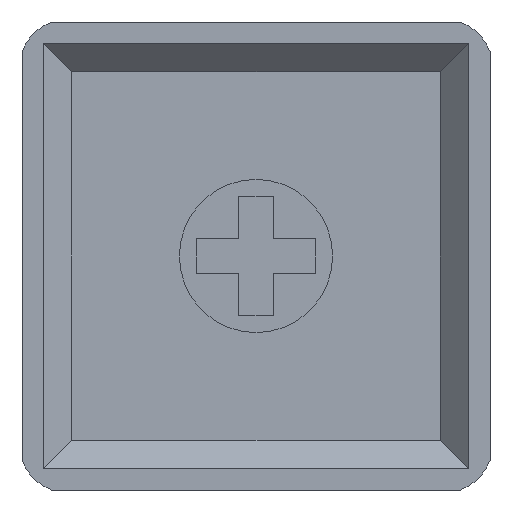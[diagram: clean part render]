
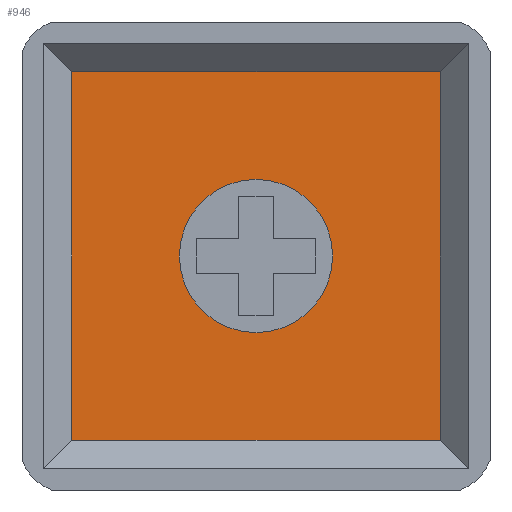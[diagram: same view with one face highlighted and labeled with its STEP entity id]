
A CAD part, front view. The second image highlights one B-rep face of the part: STEP entity #946.
In plain terms, the highlighted planar face has unit normal (0, -1, 0).
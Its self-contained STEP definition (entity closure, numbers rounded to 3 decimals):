
#17=FACE_BOUND('',#341,.T.);
#28=PLANE('',#1003);
#72=CIRCLE('',#1004,2.7);
#108=LINE('',#1941,#185);
#109=LINE('',#1944,#186);
#111=LINE('',#1948,#188);
#112=LINE('',#1949,#189);
#185=VECTOR('',#1129,10.);
#186=VECTOR('',#1132,10.);
#188=VECTOR('',#1136,10.);
#189=VECTOR('',#1137,10.);
#283=FACE_OUTER_BOUND('',#340,.T.);
#340=EDGE_LOOP('',(#811,#812,#813,#814));
#341=EDGE_LOOP('',(#815));
#462=VERTEX_POINT('',#1937);
#463=VERTEX_POINT('',#1939);
#464=VERTEX_POINT('',#1943);
#465=VERTEX_POINT('',#1947);
#466=VERTEX_POINT('',#1950);
#586=EDGE_CURVE('',#463,#462,#108,.T.);
#587=EDGE_CURVE('',#462,#464,#109,.T.);
#589=EDGE_CURVE('',#465,#463,#111,.T.);
#590=EDGE_CURVE('',#464,#465,#112,.T.);
#591=EDGE_CURVE('',#466,#466,#72,.T.);
#811=ORIENTED_EDGE('',*,*,#586,.F.);
#812=ORIENTED_EDGE('',*,*,#589,.F.);
#813=ORIENTED_EDGE('',*,*,#590,.F.);
#814=ORIENTED_EDGE('',*,*,#587,.F.);
#815=ORIENTED_EDGE('',*,*,#591,.F.);
#946=ADVANCED_FACE('',(#283,#17),#28,.F.);
#1003=AXIS2_PLACEMENT_3D('',#1946,#1134,#1135);
#1004=AXIS2_PLACEMENT_3D('',#1951,#1138,#1139);
#1129=DIRECTION('',(1.,0.,0.));
#1132=DIRECTION('',(0.,0.,-1.));
#1134=DIRECTION('center_axis',(0.,1.,0.));
#1135=DIRECTION('ref_axis',(-1.,0.,0.));
#1136=DIRECTION('',(0.,0.,1.));
#1137=DIRECTION('',(-1.,0.,0.));
#1138=DIRECTION('center_axis',(0.,-1.,0.));
#1139=DIRECTION('ref_axis',(1.,0.,0.));
#1937=CARTESIAN_POINT('',(6.5,2.3,6.5));
#1939=CARTESIAN_POINT('',(-6.5,2.3,6.5));
#1941=CARTESIAN_POINT('',(-3.75,2.3,6.5));
#1943=CARTESIAN_POINT('',(6.5,2.3,-6.5));
#1944=CARTESIAN_POINT('',(6.5,2.3,3.75));
#1946=CARTESIAN_POINT('Origin',(0.,2.3,0.));
#1947=CARTESIAN_POINT('',(-6.5,2.3,-6.5));
#1948=CARTESIAN_POINT('',(-6.5,2.3,-3.75));
#1949=CARTESIAN_POINT('',(3.75,2.3,-6.5));
#1950=CARTESIAN_POINT('',(-2.7,2.3,0.));
#1951=CARTESIAN_POINT('Origin',(0.,2.3,0.));
